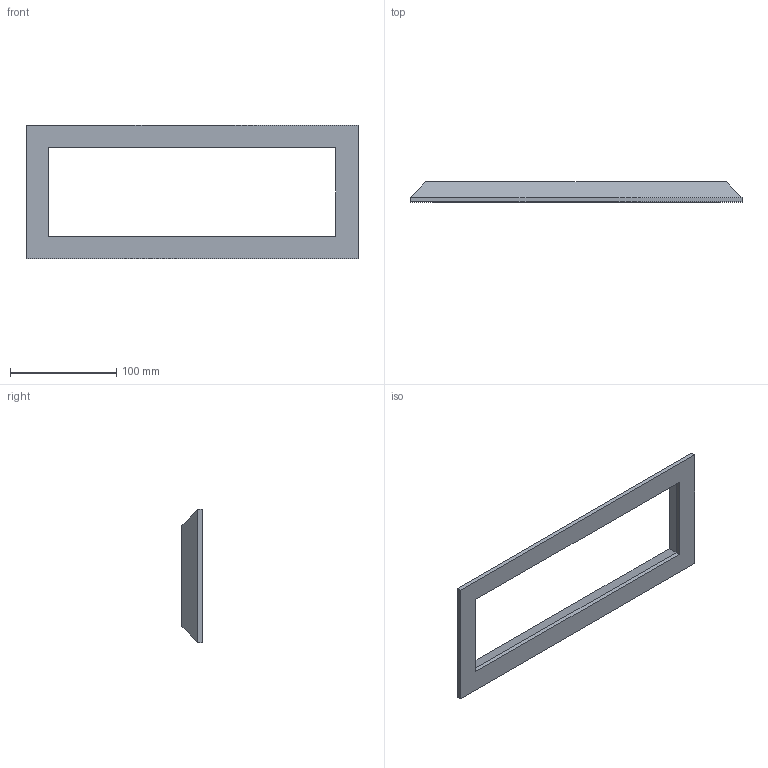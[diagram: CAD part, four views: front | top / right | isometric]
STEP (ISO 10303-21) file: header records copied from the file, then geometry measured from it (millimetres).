
FILE_DESCRIPTION (( 'STEP AP214' ), '1' );
FILE_NAME ('INGUN_46795.STEP', '2024-01-24T13:53:43', ( '' ), ( '' ), 'SwSTEP 2.0', 'SolidWorks 2021', '' );
FILE_SCHEMA (( 'AUTOMOTIVE_DESIGN' ));
Length unit declared in the file: millimetre
Products named in the file (1): INGUN_46795
Bounding box: 312 x 19 x 125 mm (x, y, z)
Volume: 195885.9 mm3; surface area: 52118.5 mm2
Topology: 1 solids, 1 shells, 21 faces, 44 edges, 24 vertices
Faces by surface type: plane 21
Entity records: 568 total; most frequent: CARTESIAN_POINT 90, DIRECTION 88, ORIENTED_EDGE 88, LINE 44, EDGE_CURVE 44, VECTOR 44, VERTEX_POINT 24, EDGE_LOOP 22
